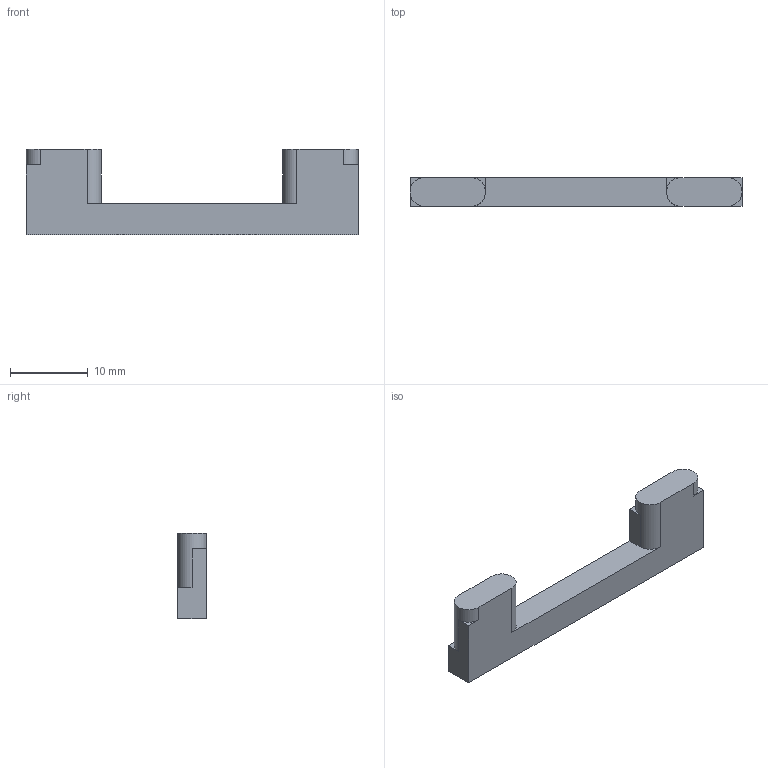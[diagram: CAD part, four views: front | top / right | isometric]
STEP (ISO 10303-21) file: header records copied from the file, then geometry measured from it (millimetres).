
FILE_DESCRIPTION(('CATIA V5 STEP Exchange'),'2;1');
FILE_NAME('pont_grand.stp','2022-03-05T09:16:54+00:00',('none'),('none'),'CATIA Version 5 Release 20 GA (IN-10)','CATIA V5 STEP AP203','none');
FILE_SCHEMA(('CONFIG_CONTROL_DESIGN'));
Length unit declared in the file: millimetre
Products named in the file (1): Part6
Bounding box: 42.7 x 3.7 x 11 mm (x, y, z)
Volume: 1108 mm3; surface area: 1033.8 mm2
Topology: 1 solids, 1 shells, 20 faces, 55 edges, 37 vertices
Faces by surface type: plane 16, cylinder 4
Entity records: 639 total; most frequent: ORIENTED_EDGE 110, CARTESIAN_POINT 107, DIRECTION 83, EDGE_CURVE 55, VECTOR 43, LINE 43, VERTEX_POINT 37, AXIS2_PLACEMENT_3D 27
